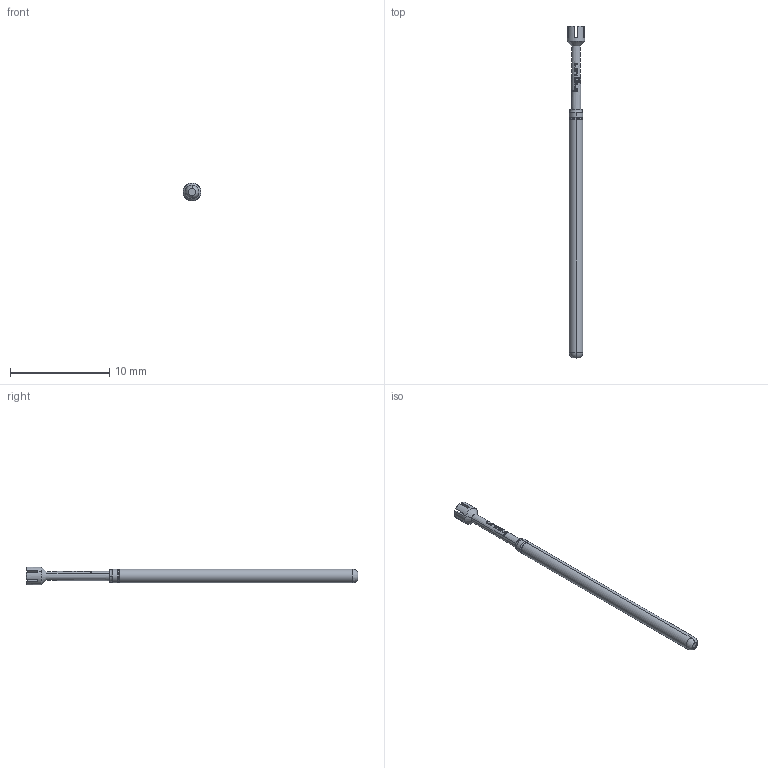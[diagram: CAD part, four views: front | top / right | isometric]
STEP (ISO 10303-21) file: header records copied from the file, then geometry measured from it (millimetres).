
FILE_DESCRIPTION (( 'STEP AP203' ), '1' );
FILE_NAME ('INGUN_GKS-100_319_180_A_xx00.STEP', '2021-10-29T08:45:22', ( 'ochi' ), ( '' ), 'SwSTEP 2.0', 'SolidWorks 2018', '' );
FILE_SCHEMA (( 'CONFIG_CONTROL_DESIGN' ));
Length unit declared in the file: millimetre
Products named in the file (1): INGUN_GKS-100_319_180_A_xx00
Bounding box: 1.8 x 33.4 x 1.8 mm (x, y, z)
Volume: 43.7 mm3; surface area: 147.6 mm2
Topology: 1 solids, 1 shells, 117 faces, 312 edges, 204 vertices
Faces by surface type: bspline 60, cone 24, plane 15, torus 10, cylinder 8
Entity records: 4795 total; most frequent: CARTESIAN_POINT 2342, ORIENTED_EDGE 624, EDGE_CURVE 312, DIRECTION 278, B_SPLINE_CURVE_WITH_KNOTS 210, VERTEX_POINT 204, EDGE_LOOP 124, AXIS2_PLACEMENT_3D 118
